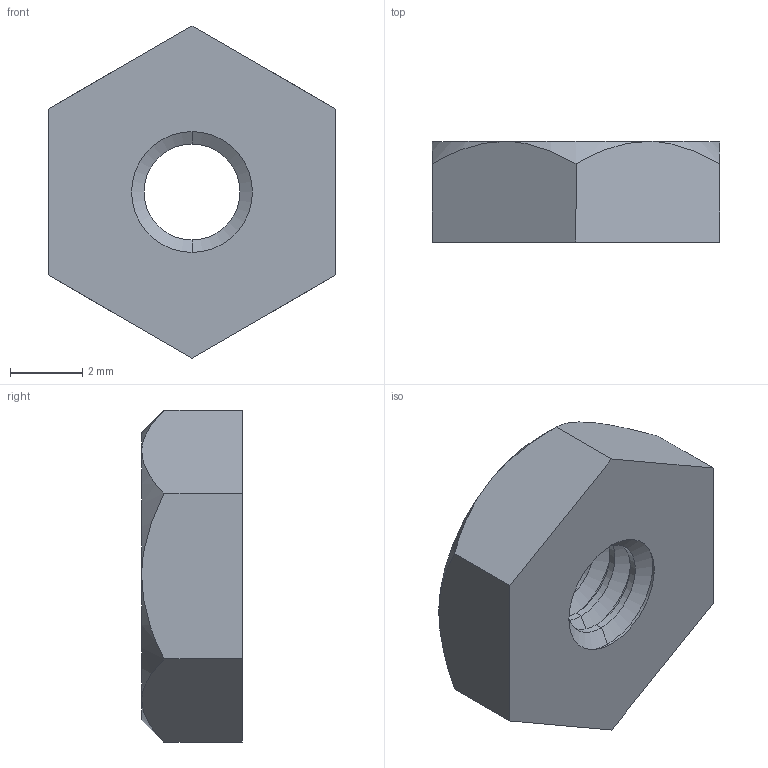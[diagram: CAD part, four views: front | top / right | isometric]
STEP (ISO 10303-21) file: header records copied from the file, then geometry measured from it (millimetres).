
FILE_DESCRIPTION((''),'2;1');
FILE_NAME('HNUT_UNC_250_SAE08_ZCR_CR1','2016-12-07T',('cxl300'),(''),'PRO/ENGINEER BY PARAMETRIC TECHNOLOGY CORPORATION, 2013230','PRO/ENGINEER BY PARAMETRIC TECHNOLOGY CORPORATION, 2013230','');
FILE_SCHEMA(('CONFIG_CONTROL_DESIGN','GEOMETRIC_VALIDATION_PROPERTIES_MIM'));
Length unit declared in the file: millimetre
Products named in the file (1): HNUT_UNC_250_SAE08_ZCR_CR1
Bounding box: 7.94 x 2.78 x 9.17 mm (x, y, z)
Volume: 129.8 mm3; surface area: 207.2 mm2
Topology: 1 solids, 1 shells, 46 faces, 98 edges, 54 vertices
Faces by surface type: cone 24, cylinder 14, plane 8
Entity records: 1357 total; most frequent: CARTESIAN_POINT 278, DIRECTION 220, ORIENTED_EDGE 196, EDGE_CURVE 98, AXIS2_PLACEMENT_3D 88, VERTEX_POINT 54, EDGE_LOOP 48, FACE_OUTER_BOUND 46
